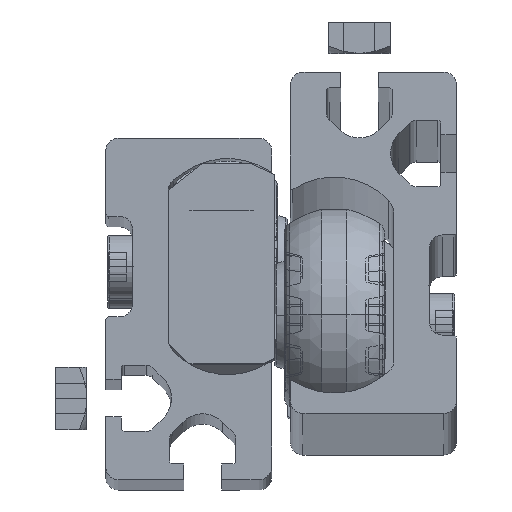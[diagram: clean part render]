
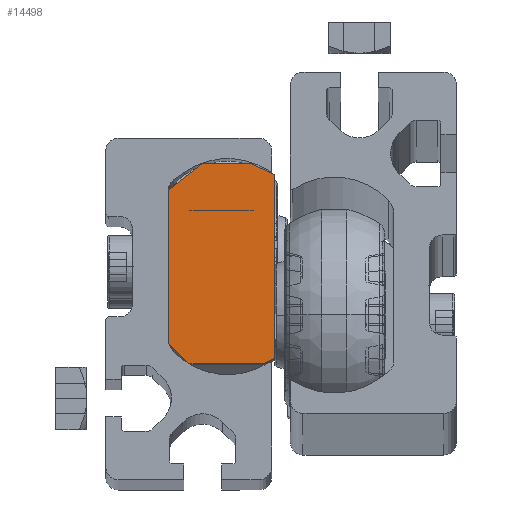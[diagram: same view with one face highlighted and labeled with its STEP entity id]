
A CAD part, top view. The second image highlights one B-rep face of the part: STEP entity #14498.
In plain terms, the highlighted face is planar.
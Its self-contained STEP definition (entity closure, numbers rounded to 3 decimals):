
#343 = CARTESIAN_POINT ( 'NONE',  ( 19., -15.5, 5.2 ) ) ;
#390 = ORIENTED_EDGE ( 'NONE', *, *, #13716, .T. ) ;
#691 = CARTESIAN_POINT ( 'NONE',  ( 19., -12.2, 8.5 ) ) ;
#1483 = VERTEX_POINT ( 'NONE', #1895 ) ;
#1823 = CARTESIAN_POINT ( 'NONE',  ( 19., 14.681, -8.5 ) ) ;
#1895 = CARTESIAN_POINT ( 'NONE',  ( 19., 16.5, 3. ) ) ;
#1926 = CARTESIAN_POINT ( 'NONE',  ( 19., 16.5, -4.6 ) ) ;
#1958 = ORIENTED_EDGE ( 'NONE', *, *, #19651, .F. ) ;
#2313 = VERTEX_POINT ( 'NONE', #13517 ) ;
#2337 = EDGE_CURVE ( 'NONE', #2576, #2313, #4275, .T. ) ;
#2576 = VERTEX_POINT ( 'NONE', #18002 ) ;
#2650 = CARTESIAN_POINT ( 'NONE',  ( 19., 16.5, -4.6 ) ) ;
#3901 = LINE ( 'NONE', #691, #6205 ) ;
#3961 = CARTESIAN_POINT ( 'NONE',  ( 19., 16.5, -4.6 ) ) ;
#4022 = DIRECTION ( 'NONE',  ( 0., -0.707, -0.707 ) ) ;
#4240 = ORIENTED_EDGE ( 'NONE', *, *, #10833, .T. ) ;
#4275 = LINE ( 'NONE', #343, #22452 ) ;
#4415 = EDGE_CURVE ( 'NONE', #15355, #1483, #16308, .T. ) ;
#5165 = DIRECTION ( 'NONE',  ( 0., 0.616, -0.788 ) ) ;
#5461 = ORIENTED_EDGE ( 'NONE', *, *, #2337, .T. ) ;
#6010 = ORIENTED_EDGE ( 'NONE', *, *, #7093, .F. ) ;
#6021 = LINE ( 'NONE', #3961, #14828 ) ;
#6126 = EDGE_LOOP ( 'NONE', ( #21295, #15116, #4240, #5461, #13234, #6010, #1958, #390 ) ) ;
#6205 = VECTOR ( 'NONE', #4022, 1000. ) ;
#6603 = CARTESIAN_POINT ( 'NONE',  ( 19., -12.2, 8.5 ) ) ;
#7093 = EDGE_CURVE ( 'NONE', #12338, #20988, #16312, .T. ) ;
#7143 = CARTESIAN_POINT ( 'NONE',  ( 19., 12.203, 8.5 ) ) ;
#7220 = CARTESIAN_POINT ( 'NONE',  ( 19., 14.681, -8.5 ) ) ;
#7481 = VECTOR ( 'NONE', #19648, 1000. ) ;
#8330 = CARTESIAN_POINT ( 'NONE',  ( 19., 1.5, 22.2 ) ) ;
#8386 = LINE ( 'NONE', #2650, #22325 ) ;
#8792 = DIRECTION ( 'NONE',  ( 0., 0., 1. ) ) ;
#9739 = CARTESIAN_POINT ( 'NONE',  ( 19., -12.2, 8.5 ) ) ;
#10833 = EDGE_CURVE ( 'NONE', #14782, #2576, #3901, .T. ) ;
#12338 = VERTEX_POINT ( 'NONE', #1823 ) ;
#12969 = VECTOR ( 'NONE', #13192, 1000. ) ;
#13192 = DIRECTION ( 'NONE',  ( 0., -0.423, 0.906 ) ) ;
#13234 = ORIENTED_EDGE ( 'NONE', *, *, #20885, .F. ) ;
#13401 = VECTOR ( 'NONE', #19736, 1000. ) ;
#13517 = CARTESIAN_POINT ( 'NONE',  ( 19., -15.5, -6.7 ) ) ;
#13716 = EDGE_CURVE ( 'NONE', #22423, #1483, #8386, .T. ) ;
#14498 = ADVANCED_FACE ( 'NONE', ( #23283 ), #17404, .F. ) ;
#14540 = AXIS2_PLACEMENT_3D ( 'NONE', #8330, #17736, #8792 ) ;
#14782 = VERTEX_POINT ( 'NONE', #9739 ) ;
#14828 = VECTOR ( 'NONE', #20730, 1000. ) ;
#14965 = DIRECTION ( 'NONE',  ( 0., 0., -1. ) ) ;
#14996 = LINE ( 'NONE', #22299, #12969 ) ;
#15116 = ORIENTED_EDGE ( 'NONE', *, *, #23321, .F. ) ;
#15347 = DIRECTION ( 'NONE',  ( 0., 0., 1. ) ) ;
#15355 = VERTEX_POINT ( 'NONE', #7143 ) ;
#16308 = LINE ( 'NONE', #21588, #19270 ) ;
#16312 = LINE ( 'NONE', #7220, #7481 ) ;
#17404 = PLANE ( 'NONE',  #14540 ) ;
#17736 = DIRECTION ( 'NONE',  ( -1., 0., 0. ) ) ;
#18002 = CARTESIAN_POINT ( 'NONE',  ( 19., -15.5, 5.2 ) ) ;
#19270 = VECTOR ( 'NONE', #5165, 1000. ) ;
#19648 = DIRECTION ( 'NONE',  ( 0., -1., 0. ) ) ;
#19651 = EDGE_CURVE ( 'NONE', #22423, #12338, #6021, .T. ) ;
#19736 = DIRECTION ( 'NONE',  ( 0., 1., 0. ) ) ;
#20730 = DIRECTION ( 'NONE',  ( 0., -0.423, -0.906 ) ) ;
#20837 = CARTESIAN_POINT ( 'NONE',  ( 19., -14.661, -8.5 ) ) ;
#20885 = EDGE_CURVE ( 'NONE', #20988, #2313, #14996, .T. ) ;
#20988 = VERTEX_POINT ( 'NONE', #20837 ) ;
#21295 = ORIENTED_EDGE ( 'NONE', *, *, #4415, .F. ) ;
#21588 = CARTESIAN_POINT ( 'NONE',  ( 19., 12.203, 8.5 ) ) ;
#21807 = LINE ( 'NONE', #6603, #13401 ) ;
#22299 = CARTESIAN_POINT ( 'NONE',  ( 19., -14.661, -8.5 ) ) ;
#22325 = VECTOR ( 'NONE', #15347, 1000. ) ;
#22423 = VERTEX_POINT ( 'NONE', #1926 ) ;
#22452 = VECTOR ( 'NONE', #14965, 1000. ) ;
#23283 = FACE_OUTER_BOUND ( 'NONE', #6126, .T. ) ;
#23321 = EDGE_CURVE ( 'NONE', #14782, #15355, #21807, .T. ) ;
